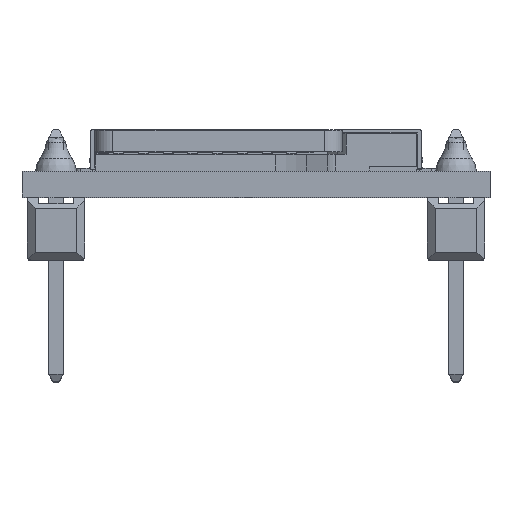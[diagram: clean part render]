
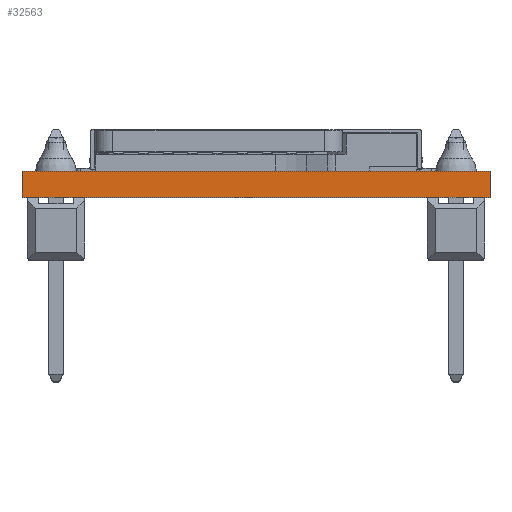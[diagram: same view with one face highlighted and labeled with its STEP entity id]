
A CAD part, top view. The second image highlights one B-rep face of the part: STEP entity #32563.
In plain terms, the highlighted planar face has unit normal (0, 0, 1).
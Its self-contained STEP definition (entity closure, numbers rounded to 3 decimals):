
#1334=FACE_OUTER_BOUND('',#3142,.T.);
#3142=EDGE_LOOP('',(#21625,#21626,#21627,#21628));
#4950=LINE('',#43972,#8804);
#5324=LINE('',#48354,#9178);
#5326=LINE('',#48421,#9180);
#5329=LINE('',#48426,#9183);
#8804=VECTOR('',#36273,20.8);
#9178=VECTOR('',#36717,20.8);
#9180=VECTOR('',#36785,1.15);
#9183=VECTOR('',#36792,1.15);
#13008=VERTEX_POINT('',#43969);
#13009=VERTEX_POINT('',#43971);
#13610=VERTEX_POINT('',#48351);
#13611=VERTEX_POINT('',#48353);
#16196=EDGE_CURVE('',#13008,#13009,#4950,.T.);
#16800=EDGE_CURVE('',#13611,#13610,#5324,.T.);
#16834=EDGE_CURVE('',#13009,#13610,#5326,.T.);
#16837=EDGE_CURVE('',#13008,#13611,#5329,.T.);
#21625=ORIENTED_EDGE('',*,*,#16800,.T.);
#21626=ORIENTED_EDGE('',*,*,#16834,.F.);
#21627=ORIENTED_EDGE('',*,*,#16196,.F.);
#21628=ORIENTED_EDGE('',*,*,#16837,.T.);
#30530=PLANE('',#34415);
#32563=ADVANCED_FACE('',(#1334),#30530,.F.);
#34415=AXIS2_PLACEMENT_3D('',#48427,#36793,#36794);
#36273=DIRECTION('',(1.,0.,0.));
#36717=DIRECTION('',(1.,0.,0.));
#36785=DIRECTION('',(0.,-1.,0.));
#36792=DIRECTION('',(0.,-1.,0.));
#36793=DIRECTION('center_axis',(0.,0.,-1.));
#36794=DIRECTION('ref_axis',(-1.,0.,0.));
#43969=CARTESIAN_POINT('',(-10.4,1.15,10.4));
#43971=CARTESIAN_POINT('',(10.4,1.15,10.4));
#43972=CARTESIAN_POINT('',(-10.4,1.15,10.4));
#48351=CARTESIAN_POINT('',(10.4,0.,10.4));
#48353=CARTESIAN_POINT('',(-10.4,0.,10.4));
#48354=CARTESIAN_POINT('',(-10.4,0.,10.4));
#48421=CARTESIAN_POINT('',(10.4,1.15,10.4));
#48426=CARTESIAN_POINT('',(-10.4,1.15,10.4));
#48427=CARTESIAN_POINT('Origin',(-10.4,1.15,10.4));
